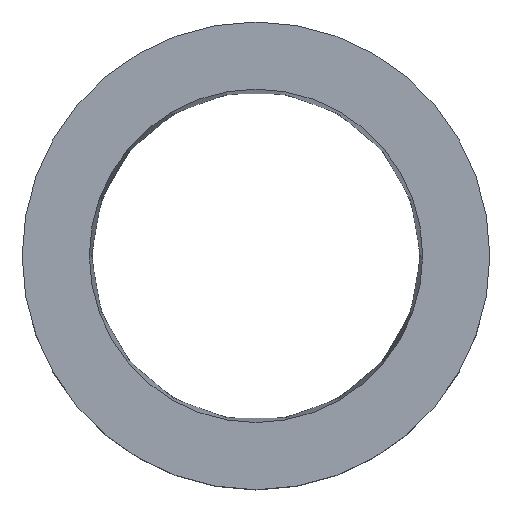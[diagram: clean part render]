
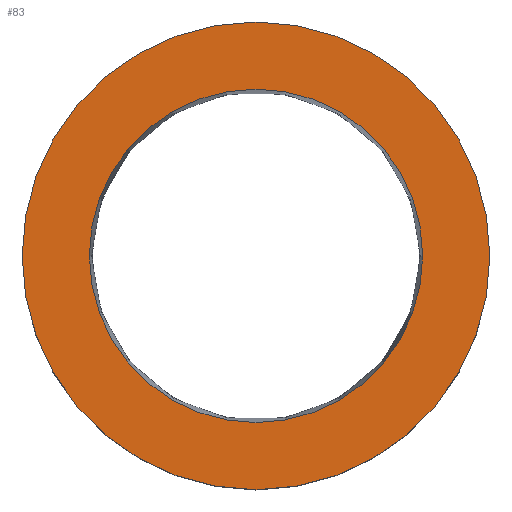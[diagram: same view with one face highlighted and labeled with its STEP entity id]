
A CAD part, top view. The second image highlights one B-rep face of the part: STEP entity #83.
In plain terms, the highlighted planar face has unit normal (0, 0, 1).
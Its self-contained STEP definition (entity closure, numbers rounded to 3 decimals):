
#15=FACE_BOUND('',#27,.T.);
#17=PLANE('',#115);
#22=FACE_OUTER_BOUND('',#26,.T.);
#26=EDGE_LOOP('',(#72,#73));
#27=EDGE_LOOP('',(#74,#75));
#36=CIRCLE('',#108,21.384);
#37=CIRCLE('',#109,21.384);
#38=CIRCLE('',#111,30.);
#39=CIRCLE('',#112,30.);
#44=VERTEX_POINT('',#151);
#45=VERTEX_POINT('',#153);
#46=VERTEX_POINT('',#157);
#47=VERTEX_POINT('',#158);
#53=EDGE_CURVE('',#45,#44,#36,.T.);
#54=EDGE_CURVE('',#44,#45,#37,.T.);
#55=EDGE_CURVE('',#46,#47,#38,.T.);
#56=EDGE_CURVE('',#47,#46,#39,.T.);
#72=ORIENTED_EDGE('',*,*,#55,.T.);
#73=ORIENTED_EDGE('',*,*,#56,.T.);
#74=ORIENTED_EDGE('',*,*,#53,.T.);
#75=ORIENTED_EDGE('',*,*,#54,.T.);
#83=ADVANCED_FACE('',(#22,#15),#17,.T.);
#108=AXIS2_PLACEMENT_3D('',#154,#126,#127);
#109=AXIS2_PLACEMENT_3D('',#155,#128,#129);
#111=AXIS2_PLACEMENT_3D('',#159,#132,#133);
#112=AXIS2_PLACEMENT_3D('',#160,#134,#135);
#115=AXIS2_PLACEMENT_3D('',#166,#141,#142);
#126=DIRECTION('center_axis',(0.,0.,-1.));
#127=DIRECTION('ref_axis',(-1.,0.,0.));
#128=DIRECTION('center_axis',(0.,0.,-1.));
#129=DIRECTION('ref_axis',(-1.,0.,0.));
#132=DIRECTION('center_axis',(0.,0.,1.));
#133=DIRECTION('ref_axis',(1.,0.,0.));
#134=DIRECTION('center_axis',(0.,0.,1.));
#135=DIRECTION('ref_axis',(1.,0.,0.));
#141=DIRECTION('center_axis',(0.,0.,1.));
#142=DIRECTION('ref_axis',(1.,0.,0.));
#151=CARTESIAN_POINT('',(21.384,0.,20.));
#153=CARTESIAN_POINT('',(-21.384,0.,20.));
#154=CARTESIAN_POINT('Origin',(0.,0.,20.));
#155=CARTESIAN_POINT('Origin',(0.,0.,20.));
#157=CARTESIAN_POINT('',(30.,0.,20.));
#158=CARTESIAN_POINT('',(-30.,0.,20.));
#159=CARTESIAN_POINT('Origin',(0.,0.,20.));
#160=CARTESIAN_POINT('Origin',(0.,0.,20.));
#166=CARTESIAN_POINT('Origin',(0.,0.,20.));
